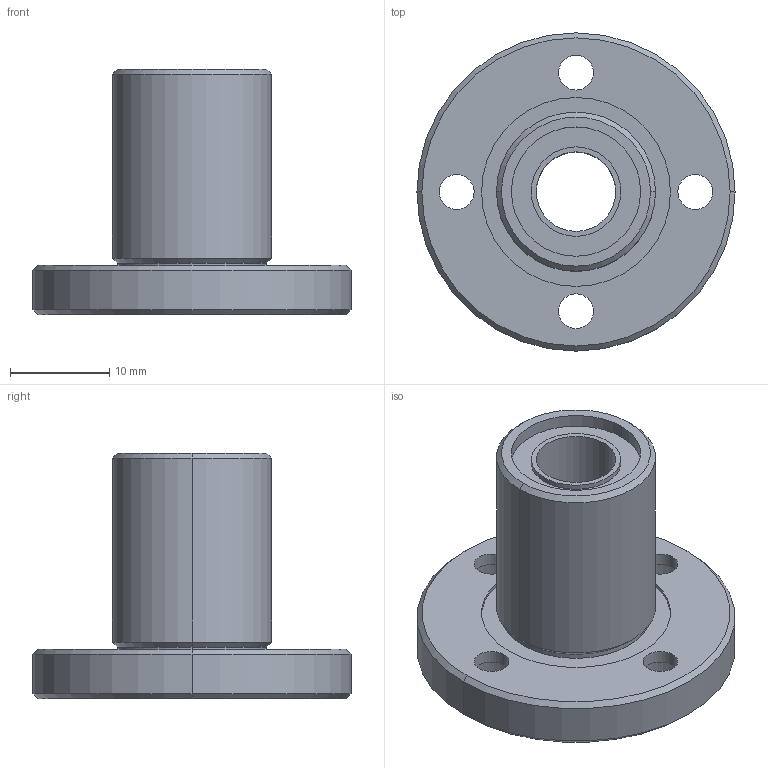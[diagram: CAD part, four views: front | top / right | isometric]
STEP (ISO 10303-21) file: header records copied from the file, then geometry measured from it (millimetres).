
FILE_DESCRIPTION (( 'STEP AP214' ), '1' );
FILE_NAME ('LMEF8UU_detailed.STEP', '2021-09-15T08:33:09', ( '' ), ( '' ), 'SwSTEP 2.0', 'SolidWorks 2020', '' );
FILE_SCHEMA (( 'AUTOMOTIVE_DESIGN' ));
Length unit declared in the file: millimetre
Products named in the file (1): LMEF8UU_detailed
Bounding box: 32 x 32 x 24.7 mm (x, y, z)
Volume: 5924.3 mm3; surface area: 3988.8 mm2
Topology: 1 solids, 1 shells, 54 faces, 116 edges, 74 vertices
Faces by surface type: cylinder 34, plane 12, cone 8
Entity records: 1658 total; most frequent: DIRECTION 300, CARTESIAN_POINT 245, ORIENTED_EDGE 232, AXIS2_PLACEMENT_3D 129, EDGE_CURVE 116, EDGE_LOOP 74, CIRCLE 74, VERTEX_POINT 74
